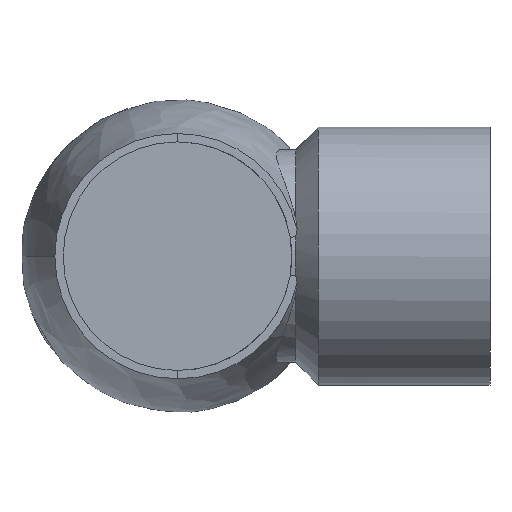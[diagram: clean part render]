
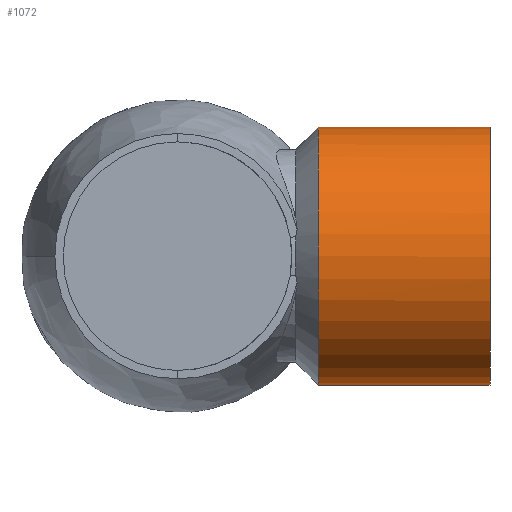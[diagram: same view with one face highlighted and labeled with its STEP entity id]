
A CAD part, front view. The second image highlights one B-rep face of the part: STEP entity #1072.
In plain terms, the highlighted cylindrical face has radius 32.75 mm (diameter 65.5 mm), a partial arc.
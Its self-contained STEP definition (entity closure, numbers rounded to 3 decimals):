
#10 = VERTEX_POINT ( 'NONE', #240 ) ;
#240 = CARTESIAN_POINT ( 'NONE',  ( 480.75, 0., 857.25 ) ) ;
#266 = CARTESIAN_POINT ( 'NONE',  ( 524.254, -0.242, 922.749 ) ) ;
#371 = EDGE_CURVE ( 'NONE', #2606, #10, #3142, .T. ) ;
#379 = ORIENTED_EDGE ( 'NONE', *, *, #1633, .F. ) ;
#397 = AXIS2_PLACEMENT_3D ( 'NONE', #1325, #3079, #2868 ) ;
#404 = CARTESIAN_POINT ( 'NONE',  ( 524.3, 0., 857.25 ) ) ;
#484 = CARTESIAN_POINT ( 'NONE',  ( 524.1, 0., 922.75 ) ) ;
#580 = VERTEX_POINT ( 'NONE', #1061 ) ;
#641 = VERTEX_POINT ( 'NONE', #404 ) ;
#673 = ORIENTED_EDGE ( 'NONE', *, *, #2176, .F. ) ;
#708 = FACE_OUTER_BOUND ( 'NONE', #2287, .T. ) ;
#782 = AXIS2_PLACEMENT_3D ( 'NONE', #934, #3205, #2244 ) ;
#905 = LINE ( 'NONE', #2166, #1704 ) ;
#928 = DIRECTION ( 'NONE',  ( 0., 0., 1. ) ) ;
#934 = CARTESIAN_POINT ( 'NONE',  ( 480.75, 0., 890. ) ) ;
#997 = CARTESIAN_POINT ( 'NONE',  ( 524.162, -0.15, 922.75 ) ) ;
#1008 = CARTESIAN_POINT ( 'NONE',  ( 480.75, 0., 922.75 ) ) ;
#1056 = CARTESIAN_POINT ( 'NONE',  ( 524.208, -0.196, 922.749 ) ) ;
#1061 = CARTESIAN_POINT ( 'NONE',  ( 524.3, -0.288, 922.749 ) ) ;
#1072 = ADVANCED_FACE ( 'NONE', ( #708 ), #3184, .T. ) ;
#1077 = CARTESIAN_POINT ( 'NONE',  ( 524.1, -0.056, 922.75 ) ) ;
#1112 = EDGE_CURVE ( 'NONE', #2391, #2606, #2498, .T. ) ;
#1138 = ORIENTED_EDGE ( 'NONE', *, *, #2758, .F. ) ;
#1141 = AXIS2_PLACEMENT_3D ( 'NONE', #3215, #1970, #928 ) ;
#1233 = CIRCLE ( 'NONE', #397, 32.75 ) ;
#1324 = CARTESIAN_POINT ( 'NONE',  ( 524.1, 0., 922.75 ) ) ;
#1325 = CARTESIAN_POINT ( 'NONE',  ( 524.3, 0., 890. ) ) ;
#1633 = EDGE_CURVE ( 'NONE', #2391, #3161, #2942, .T. ) ;
#1704 = VECTOR ( 'NONE', #1904, 1000. ) ;
#1810 = CARTESIAN_POINT ( 'NONE',  ( 524.162, -0.15, 922.75 ) ) ;
#1904 = DIRECTION ( 'NONE',  ( -1., 0., 0. ) ) ;
#1970 = DIRECTION ( 'NONE',  ( -1., 0., 0. ) ) ;
#1988 = CARTESIAN_POINT ( 'NONE',  ( 490.3, 0., 922.75 ) ) ;
#2054 = CARTESIAN_POINT ( 'NONE',  ( 524.3, -0.288, 922.749 ) ) ;
#2079 = CARTESIAN_POINT ( 'NONE',  ( 524.162, -0.15, 922.75 ) ) ;
#2163 =( BOUNDED_CURVE ( )  B_SPLINE_CURVE ( 3, ( #1810, #1056, #266, #2054 ),
 .UNSPECIFIED., .F., .T. ) 
 B_SPLINE_CURVE_WITH_KNOTS ( ( 4, 4 ),
 ( 4.717, 4.721 ),
 .UNSPECIFIED. ) 
 CURVE ( )  GEOMETRIC_REPRESENTATION_ITEM ( )  RATIONAL_B_SPLINE_CURVE ( ( 1., 1., 1., 1. ) ) 
 REPRESENTATION_ITEM ( '' )  );
#2166 = CARTESIAN_POINT ( 'NONE',  ( 490.3, 0., 857.25 ) ) ;
#2176 = EDGE_CURVE ( 'NONE', #3161, #580, #2163, .T. ) ;
#2244 = DIRECTION ( 'NONE',  ( 0., 0., -1. ) ) ;
#2287 = EDGE_LOOP ( 'NONE', ( #1138, #3064, #673, #379, #3012, #2578 ) ) ;
#2391 = VERTEX_POINT ( 'NONE', #484 ) ;
#2462 = EDGE_CURVE ( 'NONE', #641, #580, #1233, .T. ) ;
#2498 = LINE ( 'NONE', #1988, #2990 ) ;
#2578 = ORIENTED_EDGE ( 'NONE', *, *, #371, .T. ) ;
#2606 = VERTEX_POINT ( 'NONE', #1008 ) ;
#2758 = EDGE_CURVE ( 'NONE', #641, #10, #905, .T. ) ;
#2867 = CARTESIAN_POINT ( 'NONE',  ( 524.123, -0.111, 922.75 ) ) ;
#2868 = DIRECTION ( 'NONE',  ( 0., -0.934, -0.358 ) ) ;
#2942 = B_SPLINE_CURVE_WITH_KNOTS ( 'NONE', 3,
 ( #1324, #1077, #2867, #2079 ),
 .UNSPECIFIED., .F., .F.,
 ( 4, 4 ),
 ( 0.5, 1. ),
 .UNSPECIFIED. ) ;
#2990 = VECTOR ( 'NONE', #3004, 1000. ) ;
#3004 = DIRECTION ( 'NONE',  ( -1., 0., 0. ) ) ;
#3012 = ORIENTED_EDGE ( 'NONE', *, *, #1112, .T. ) ;
#3064 = ORIENTED_EDGE ( 'NONE', *, *, #2462, .T. ) ;
#3079 = DIRECTION ( 'NONE',  ( -1., 0., 0. ) ) ;
#3142 = CIRCLE ( 'NONE', #782, 32.75 ) ;
#3161 = VERTEX_POINT ( 'NONE', #997 ) ;
#3184 = CYLINDRICAL_SURFACE ( 'NONE', #1141, 32.75 ) ;
#3205 = DIRECTION ( 'NONE',  ( 1., 0., 0. ) ) ;
#3215 = CARTESIAN_POINT ( 'NONE',  ( 490.3, 0., 890. ) ) ;
